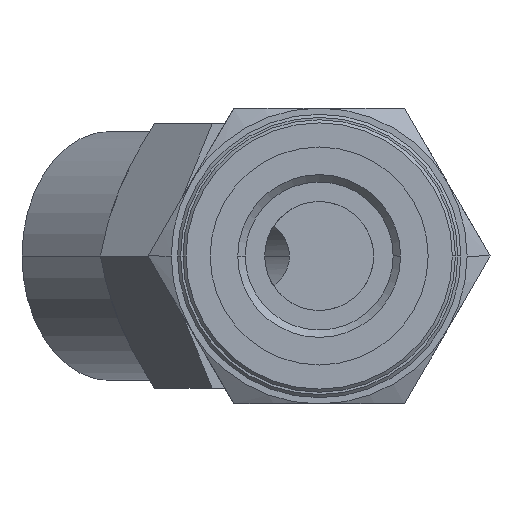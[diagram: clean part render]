
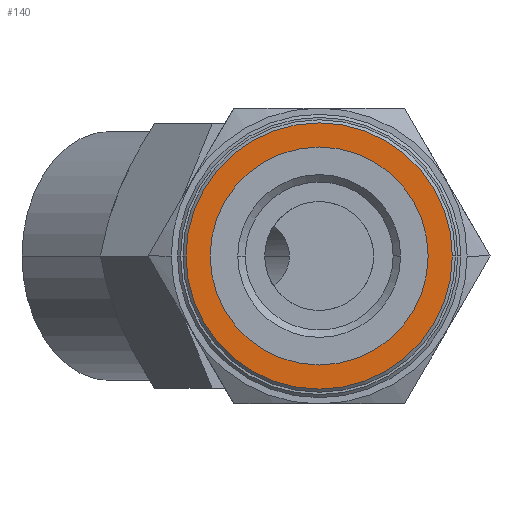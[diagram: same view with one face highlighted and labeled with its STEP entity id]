
A CAD part, front view. The second image highlights one B-rep face of the part: STEP entity #140.
In plain terms, the highlighted planar face has unit normal (0, -1, 0).
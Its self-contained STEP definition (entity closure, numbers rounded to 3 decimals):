
#140=ADVANCED_FACE('',(#355,#356),#357,.T.);
#355=FACE_BOUND('',#648,.T.);
#356=FACE_OUTER_BOUND('',#649,.T.);
#357=PLANE('',#650);
#648=EDGE_LOOP('',(#1008,#1009));
#649=EDGE_LOOP('',(#1010,#1011));
#650=AXIS2_PLACEMENT_3D('',#1012,#1013,#1014);
#1008=ORIENTED_EDGE('',*,*,#1750,.T.);
#1009=ORIENTED_EDGE('',*,*,#1751,.T.);
#1010=ORIENTED_EDGE('',*,*,#1752,.F.);
#1011=ORIENTED_EDGE('',*,*,#1753,.F.);
#1012=CARTESIAN_POINT('',(-4.275,0.1,0.));
#1013=DIRECTION('',(0.,-1.0,0.));
#1014=DIRECTION('',(1.0,0.,0.));
#1750=EDGE_CURVE('',#2100,#2101,#2102,.T.);
#1751=EDGE_CURVE('',#2101,#2100,#2103,.T.);
#1752=EDGE_CURVE('',#2104,#2105,#2106,.T.);
#1753=EDGE_CURVE('',#2105,#2104,#2107,.T.);
#2100=VERTEX_POINT('',#2718);
#2101=VERTEX_POINT('',#2719);
#2102=CIRCLE('',#2720,7.0);
#2103=CIRCLE('',#2721,7.0);
#2104=VERTEX_POINT('',#2722);
#2105=VERTEX_POINT('',#2723);
#2106=CIRCLE('',#2724,8.55);
#2107=CIRCLE('',#2725,8.55);
#2718=CARTESIAN_POINT('',(7.0,0.1,0.0));
#2719=CARTESIAN_POINT('',(-7.0,0.1,0.));
#2720=AXIS2_PLACEMENT_3D('',#3478,#3479,#3480);
#2721=AXIS2_PLACEMENT_3D('',#3481,#3482,#3483);
#2722=CARTESIAN_POINT('',(-8.55,0.1,0.));
#2723=CARTESIAN_POINT('',(8.55,0.1,0.));
#2724=AXIS2_PLACEMENT_3D('',#3484,#3485,#3486);
#2725=AXIS2_PLACEMENT_3D('',#3487,#3488,#3489);
#3478=CARTESIAN_POINT('',(0.0,0.1,0.0));
#3479=DIRECTION('',(0.,1.0,0.));
#3480=DIRECTION('',(-1.0,0.,0.));
#3481=CARTESIAN_POINT('',(0.0,0.1,0.0));
#3482=DIRECTION('',(0.,1.0,0.));
#3483=DIRECTION('',(-1.0,0.,0.));
#3484=CARTESIAN_POINT('',(0.0,0.1,0.0));
#3485=DIRECTION('',(0.0,1.0,0.0));
#3486=DIRECTION('',(-1.0,0.0,0.));
#3487=CARTESIAN_POINT('',(0.0,0.1,0.0));
#3488=DIRECTION('',(0.0,1.0,0.0));
#3489=DIRECTION('',(-1.0,0.0,0.));
